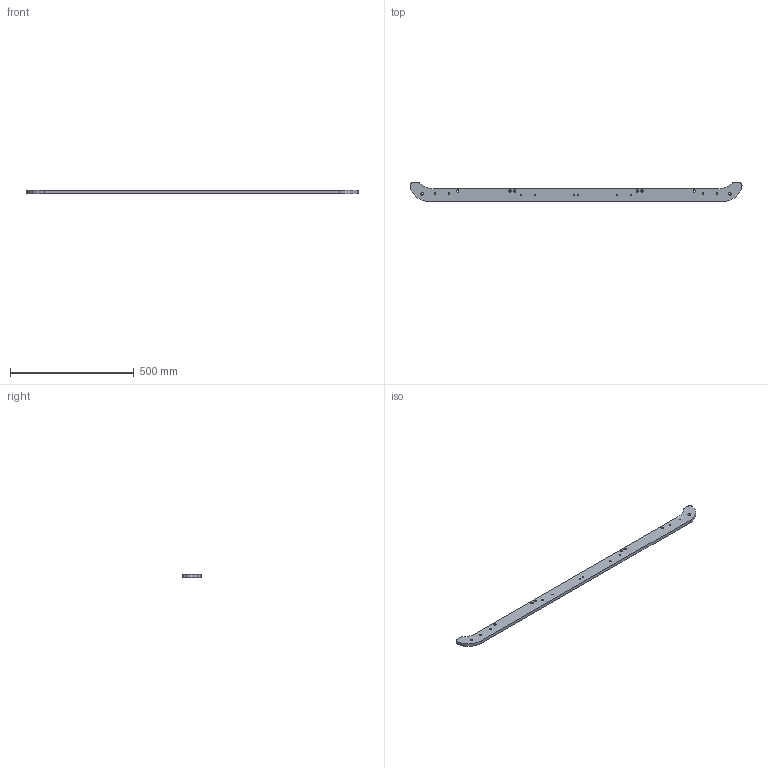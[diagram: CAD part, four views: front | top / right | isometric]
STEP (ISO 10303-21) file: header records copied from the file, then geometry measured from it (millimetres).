
FILE_DESCRIPTION(/* description */ (''),/* implementation_level */ '2;1');
FILE_NAME(/* name */ 'Right Ski_ipt_a1295713.STEP',/* time_stamp */ '2018-02-13T23:11:24-05:00',/* author */ ('CIT-Labs'),/* organization */ (''),/* preprocessor_version */ 'ST-DEVELOPER v16.13',/* originating_system */ 'Autodesk Inventor 2018',/* authorisation */ '');
FILE_SCHEMA (('AUTOMOTIVE_DESIGN { 1 0 10303 214 3 1 1 }'));
Length unit declared in the file: inch
Products named in the file (1): Right Ski
Bounding box: 1343.61 x 76.2 x 12.7 mm (x, y, z)
Volume: 859517.4 mm3; surface area: 176352.7 mm2
Topology: 1 solids, 1 shells, 32 faces, 90 edges, 60 vertices
Faces by surface type: cylinder 26, plane 6
Full cylindrical faces by diameter (mm): 6.35 x10, 9.525 x6, 11.112 x2
Entity records: 1089 total; most frequent: DIRECTION 190, CARTESIAN_POINT 165, ORIENTED_EDGE 144, EDGE_LOOP 86, AXIS2_PLACEMENT_3D 85, EDGE_CURVE 72, VERTEX_POINT 60, FACE_BOUND 54
